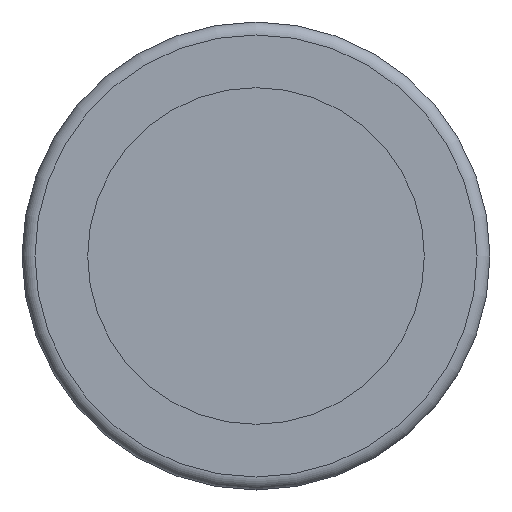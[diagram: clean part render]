
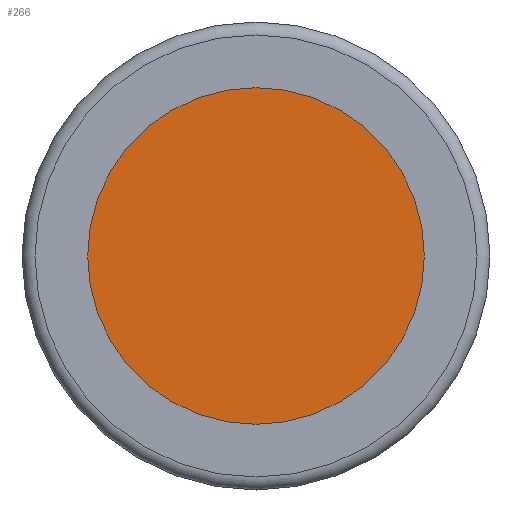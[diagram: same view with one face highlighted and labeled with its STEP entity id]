
A CAD part, front view. The second image highlights one B-rep face of the part: STEP entity #266.
In plain terms, the highlighted planar face has unit normal (0, -1, 0).
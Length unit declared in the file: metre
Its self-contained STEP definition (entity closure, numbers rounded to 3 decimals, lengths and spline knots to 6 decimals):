
#28=PLANE('',#326);
#72=ORIENTED_EDGE('',*,*,#97,.T.);
#97=EDGE_CURVE('',#120,#120,#143,.T.);
#120=VERTEX_POINT('',#493);
#143=CIRCLE('',#325,0.0065);
#187=EDGE_LOOP('',(#72));
#233=FACE_BOUND('',#187,.T.);
#266=ADVANCED_FACE('',(#233),#28,.T.);
#325=AXIS2_PLACEMENT_3D('',#492,#416,#417);
#326=AXIS2_PLACEMENT_3D('',#494,#418,#419);
#416=DIRECTION('',(0.,-1.,0.));
#417=DIRECTION('',(0.,0.,-1.));
#418=DIRECTION('',(0.,-1.,0.));
#419=DIRECTION('',(0.,0.,-1.));
#492=CARTESIAN_POINT('',(0.,0.00125,0.));
#493=CARTESIAN_POINT('',(0.,0.00125,-0.0065));
#494=CARTESIAN_POINT('',(0.,0.00125,0.));
